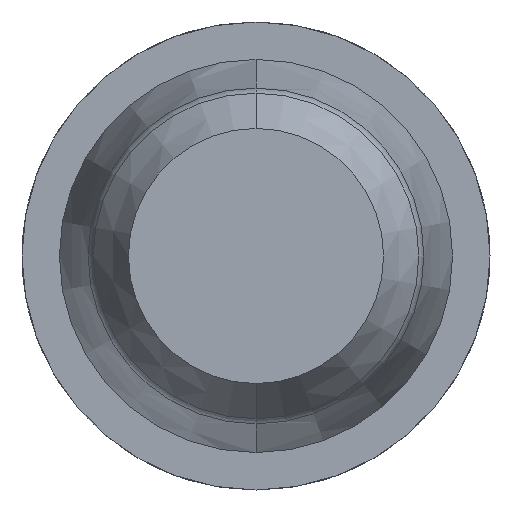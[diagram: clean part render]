
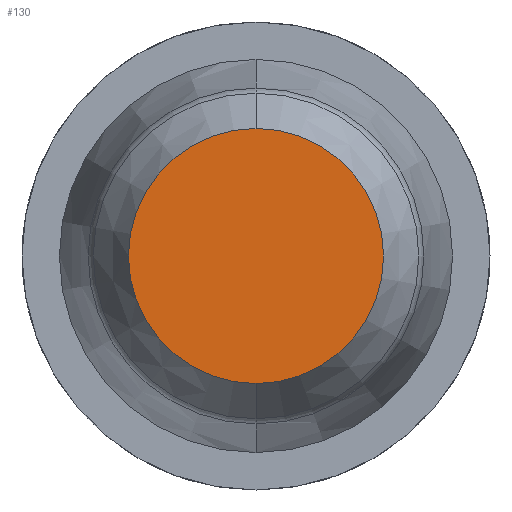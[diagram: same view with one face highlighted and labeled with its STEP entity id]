
A CAD part, front view. The second image highlights one B-rep face of the part: STEP entity #130.
In plain terms, the highlighted planar face has unit normal (0, -1, 0).
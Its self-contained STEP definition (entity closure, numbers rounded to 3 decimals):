
#130 = ADVANCED_FACE ( 'Defeature ausgef�hrt3_0', ( #2914 ), #738, .F. ) ;
#334 = EDGE_CURVE ( 'Defeature ausgef�hrt3_1+Defeature ausgef�hrt3_0+Defeature ausgef�hrt3_0+Defeature ausgef�hrt3_0', #368, #3991, #802, .T. ) ;
#368 = VERTEX_POINT ( 'NONE', #987 ) ;
#449 = AXIS2_PLACEMENT_3D ( 'NONE', #915, #1681, #3733 ) ;
#498 = AXIS2_PLACEMENT_3D ( 'NONE', #4044, #2042, #1030 ) ;
#738 = PLANE ( 'NONE',  #1662 ) ;
#802 = CIRCLE ( 'NONE', #449, 0.627 ) ;
#915 = CARTESIAN_POINT ( 'NONE',  ( 0., -30.5, 0. ) ) ;
#987 = CARTESIAN_POINT ( 'NONE',  ( 0., -30.5, 0.627 ) ) ;
#1030 = DIRECTION ( 'NONE',  ( 0., 0., 1. ) ) ;
#1069 = CARTESIAN_POINT ( 'NONE',  ( 0., -30.5, 0. ) ) ;
#1661 = ORIENTED_EDGE ( 'NONE', *, *, #334, .F. ) ;
#1662 = AXIS2_PLACEMENT_3D ( 'NONE', #1069, #1805, #3826 ) ;
#1681 = DIRECTION ( 'NONE',  ( 0., 1., 0. ) ) ;
#1805 = DIRECTION ( 'NONE',  ( 0., 1., 0. ) ) ;
#2042 = DIRECTION ( 'NONE',  ( 0., 1., 0. ) ) ;
#2053 = CIRCLE ( 'NONE', #498, 0.627 ) ;
#2185 = ORIENTED_EDGE ( 'NONE', *, *, #2451, .F. ) ;
#2451 = EDGE_CURVE ( 'Defeature ausgef�hrt3_1+Defeature ausgef�hrt3_0+Defeature ausgef�hrt3_0+Defeature ausgef�hrt3_0', #3991, #368, #2053, .T. ) ;
#2914 = FACE_OUTER_BOUND ( 'NONE', #4198, .T. ) ;
#3733 = DIRECTION ( 'NONE',  ( 0., 0., 1. ) ) ;
#3826 = DIRECTION ( 'NONE',  ( 0., 0., 1. ) ) ;
#3991 = VERTEX_POINT ( 'NONE', #4338 ) ;
#4044 = CARTESIAN_POINT ( 'NONE',  ( 0., -30.5, 0. ) ) ;
#4198 = EDGE_LOOP ( 'NONE', ( #1661, #2185 ) ) ;
#4338 = CARTESIAN_POINT ( 'NONE',  ( 0., -30.5, -0.627 ) ) ;
